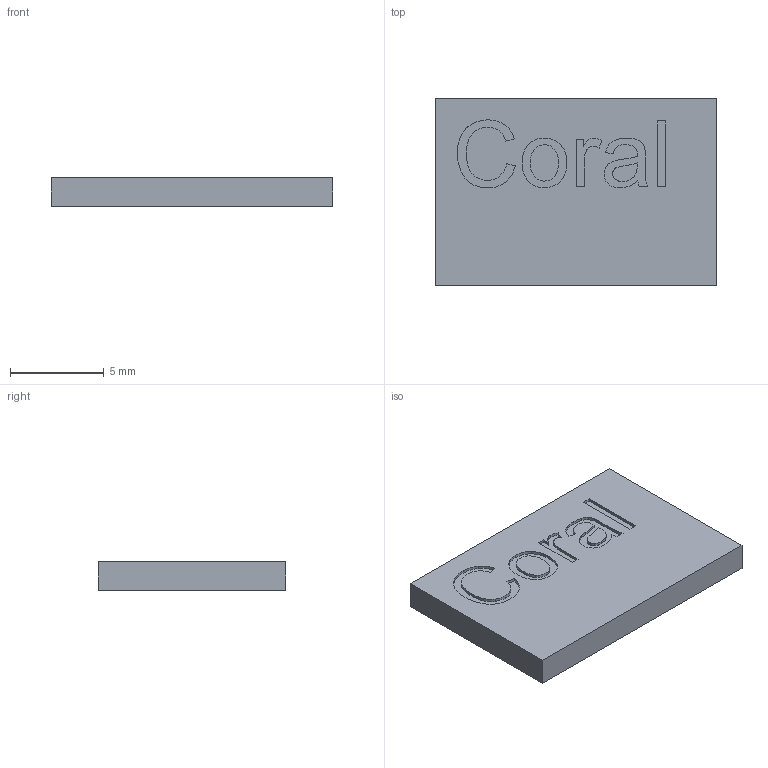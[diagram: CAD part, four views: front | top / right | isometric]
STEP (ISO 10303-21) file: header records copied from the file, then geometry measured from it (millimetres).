
FILE_DESCRIPTION(/* description */ (''),/* implementation_level */ '2;1');
FILE_NAME(/* name */ 'G313-06329-00-3D-2.step',/* time_stamp */ '2022-03-15T09:57:17+02:00',/* author */ (''),/* organization */ (''),/* preprocessor_version */ 'ST-DEVELOPER v18.1',/* originating_system */ 'Autodesk Translation Framework v10.13.0.1454',/* authorisation */ '');
FILE_SCHEMA (('AUTOMOTIVE_DESIGN { 1 0 10303 214 3 1 1 }'));
Length unit declared in the file: millimetre
Products named in the file (1): (Unsaved)
Bounding box: 15 x 10 x 1.5 mm (x, y, z)
Volume: 223.1 mm3; surface area: 384.4 mm2
Topology: 1 solids, 1 shells, 106 faces, 291 edges, 194 vertices
Faces by surface type: bspline 77, plane 29
Entity records: 4105 total; most frequent: CARTESIAN_POINT 1901, ORIENTED_EDGE 582, EDGE_CURVE 291, DIRECTION 197, VERTEX_POINT 194, B_SPLINE_CURVE_WITH_KNOTS 154, LINE 137, VECTOR 137
